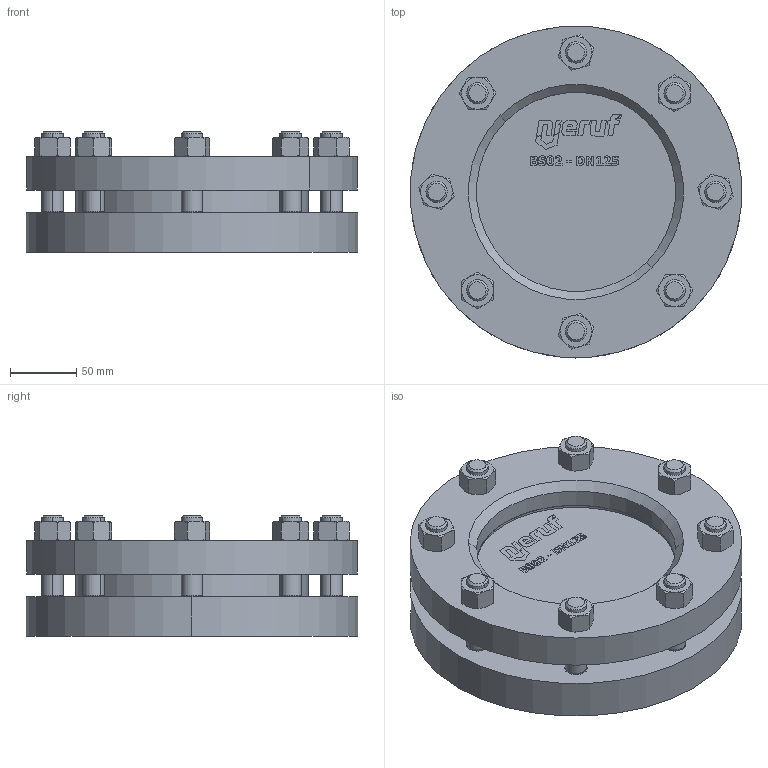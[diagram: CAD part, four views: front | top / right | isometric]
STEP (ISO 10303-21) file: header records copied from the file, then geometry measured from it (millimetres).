
FILE_DESCRIPTION (( 'STEP AP214' ), '1' );
FILE_NAME ('BS02_12_Behälter-Schauglas.STEP', '2020-06-30T13:54:22', ( '' ), ( '' ), 'SwSTEP 2.0', 'SolidWorks 2020', '' );
FILE_SCHEMA (( 'AUTOMOTIVE_DESIGN' ));
Length unit declared in the file: millimetre
Products named in the file (7): BS02-03-12_Flachdichtung; BS02-03-12_Glasplatte; DIN_938_M16x60_Stiftschraube; BS02-02-12_Deckelflansch; hex nut style 1 gradeab_din_Hexagon Nut ISO 4032 - M16 - D - N; BS02_12_Behälter-Schauglas; BS02-01-12_Grundflansch
Assembly tree (21 placements, depth 2):
  BS02_12_Behälter-Schauglas
    BS02-01-12_Grundflansch
    BS02-02-12_Deckelflansch
    BS02-03-12_Flachdichtung  x2
    BS02-03-12_Glasplatte
    DIN_938_M16x60_Stiftschraube  x8
    hex nut style 1 gradeab_din_Hexagon Nut ISO 4032 - M16 - D - N  x8
Bounding box: 250 x 250 x 91 mm (x, y, z)
Volume: 2279003.9 mm3; surface area: 352102.3 mm2
Topology: 21 solids, 21 shells, 751 faces, 1736 edges, 1060 vertices
Faces by surface type: plane 252, cone 244, cylinder 172, bspline 83
Entity records: 16250 total; most frequent: CARTESIAN_POINT 6132, ORIENTED_EDGE 2076, DIRECTION 1786, EDGE_CURVE 1038, VERTEX_POINT 674, VECTOR 610, LINE 610, AXIS2_PLACEMENT_3D 588
